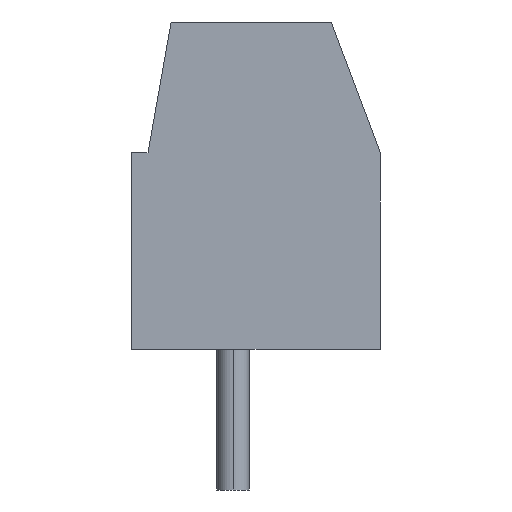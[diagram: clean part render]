
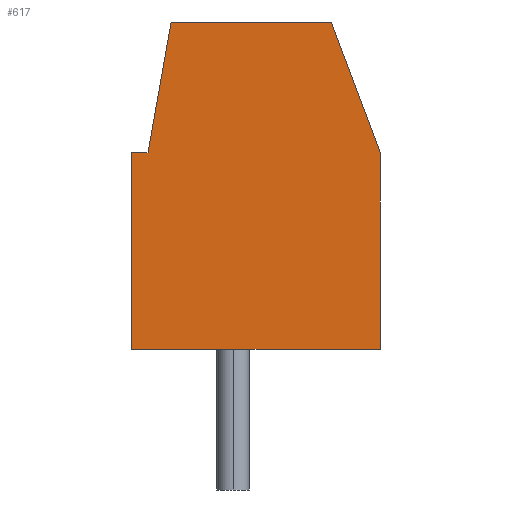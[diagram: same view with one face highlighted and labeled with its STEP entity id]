
A CAD part, left-side view. The second image highlights one B-rep face of the part: STEP entity #617.
In plain terms, the highlighted planar face has unit normal (-1, 0, 0).
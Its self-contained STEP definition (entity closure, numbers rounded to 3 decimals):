
#200=CARTESIAN_POINT('',(-10.,-3.8,0.));
#201=VERTEX_POINT('',#200);
#202=CARTESIAN_POINT('',(-10.,3.8,0.));
#203=VERTEX_POINT('',#202);
#204=CARTESIAN_POINT('',(-10.,-3.8,0.));
#205=DIRECTION('',(0.,1.,0.));
#206=VECTOR('',#205,7.6);
#207=LINE('',#204,#206);
#208=EDGE_CURVE('',#201,#203,#207,.T.);
#376=CARTESIAN_POINT('',(-10.,3.8,6.));
#377=VERTEX_POINT('',#376);
#378=CARTESIAN_POINT('',(-10.,3.8,0.));
#379=DIRECTION('',(0.,0.,1.));
#380=VECTOR('',#379,6.);
#381=LINE('',#378,#380);
#382=EDGE_CURVE('',#203,#377,#381,.T.);
#407=CARTESIAN_POINT('',(-10.,3.3,6.));
#408=VERTEX_POINT('',#407);
#409=CARTESIAN_POINT('',(-10.,3.8,6.));
#410=DIRECTION('',(0.,-1.,-0.));
#411=VECTOR('',#410,0.5);
#412=LINE('',#409,#411);
#413=EDGE_CURVE('',#377,#408,#412,.T.);
#438=CARTESIAN_POINT('',(-10.,2.595,10.));
#439=VERTEX_POINT('',#438);
#440=CARTESIAN_POINT('',(-10.,3.3,6.));
#441=DIRECTION('',(0.,-0.174,0.985));
#442=VECTOR('',#441,4.062);
#443=LINE('',#440,#442);
#444=EDGE_CURVE('',#408,#439,#443,.T.);
#509=CARTESIAN_POINT('',(-10.,-2.3,10.));
#510=VERTEX_POINT('',#509);
#511=CARTESIAN_POINT('',(-10.,2.595,10.));
#512=DIRECTION('',(0.,-1.,0.));
#513=VECTOR('',#512,4.895);
#514=LINE('',#511,#513);
#515=EDGE_CURVE('',#439,#510,#514,.T.);
#540=CARTESIAN_POINT('',(-10.,-3.8,6.));
#541=VERTEX_POINT('',#540);
#542=CARTESIAN_POINT('',(-10.,-2.3,10.));
#543=DIRECTION('',(0.,-0.351,-0.936));
#544=VECTOR('',#543,4.272);
#545=LINE('',#542,#544);
#546=EDGE_CURVE('',#510,#541,#545,.T.);
#571=CARTESIAN_POINT('',(-10.,-3.8,6.));
#572=DIRECTION('',(0.,0.,-1.));
#573=VECTOR('',#572,6.);
#574=LINE('',#571,#573);
#575=EDGE_CURVE('',#541,#201,#574,.T.);
#603=CARTESIAN_POINT('',(-10.,0.,0.));
#604=DIRECTION('',(1.,0.,0.));
#605=DIRECTION('',(0.,1.,0.));
#606=AXIS2_PLACEMENT_3D('',#603,#604,#605);
#607=PLANE('',#606);
#608=ORIENTED_EDGE('',*,*,#208,.F.);
#609=ORIENTED_EDGE('',*,*,#575,.F.);
#610=ORIENTED_EDGE('',*,*,#546,.F.);
#611=ORIENTED_EDGE('',*,*,#515,.F.);
#612=ORIENTED_EDGE('',*,*,#444,.F.);
#613=ORIENTED_EDGE('',*,*,#413,.F.);
#614=ORIENTED_EDGE('',*,*,#382,.F.);
#615=EDGE_LOOP('',(#608,#609,#610,#611,#612,#613,#614));
#616=FACE_BOUND('',#615,.T.);
#617=ADVANCED_FACE('',(#616),#607,.F.);
